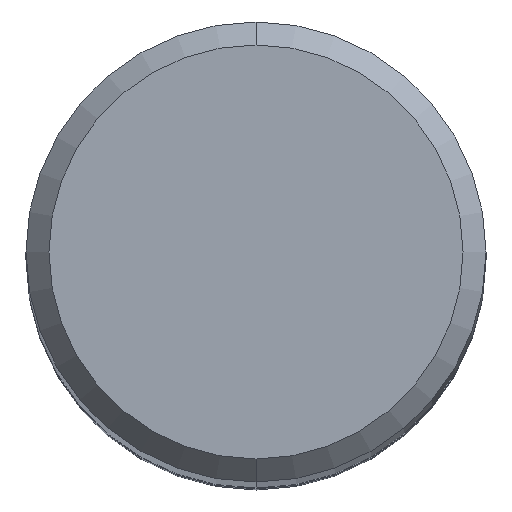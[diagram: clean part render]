
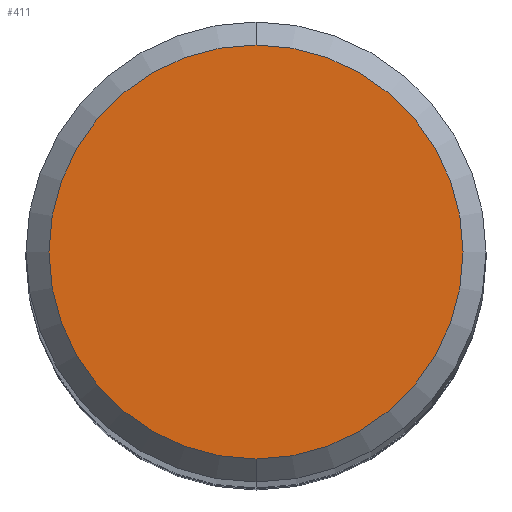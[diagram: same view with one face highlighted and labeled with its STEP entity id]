
A CAD part, top view. The second image highlights one B-rep face of the part: STEP entity #411.
In plain terms, the highlighted planar face has unit normal (0, 0, 1).
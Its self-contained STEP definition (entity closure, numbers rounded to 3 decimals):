
#221=VERTEX_POINT('',#554);
#363=VERTEX_POINT('',#717);
#397=EDGE_CURVE('',#221,#363,#752,.T.);
#411=ADVANCED_FACE('',(#769),#770,.T.);
#445=EDGE_CURVE('',#363,#221,#805,.T.);
#554=CARTESIAN_POINT('',(0.0,4.5,0.0));
#717=CARTESIAN_POINT('',(0.,-4.5,0.0));
#752=CIRCLE('',#1311,4.5);
#769=FACE_OUTER_BOUND('',#1356,.T.);
#770=PLANE('',#1357);
#805=CIRCLE('',#1449,4.5);
#1311=AXIS2_PLACEMENT_3D('',#1834,#1835,#1836);
#1356=EDGE_LOOP('',(#1868,#1869));
#1357=AXIS2_PLACEMENT_3D('',#1870,#1871,#1872);
#1449=AXIS2_PLACEMENT_3D('',#1900,#1901,#1902);
#1834=CARTESIAN_POINT('',(0.0,0.0,0.0));
#1835=DIRECTION('',(0.0,0.0,-1.0));
#1836=DIRECTION('',(0.0,1.0,0.0));
#1868=ORIENTED_EDGE('',*,*,#397,.F.);
#1869=ORIENTED_EDGE('',*,*,#445,.F.);
#1870=CARTESIAN_POINT('',(0.0,2.25,0.0));
#1871=DIRECTION('',(-0.0,0.0,1.0));
#1872=DIRECTION('',(0.0,-1.0,0.0));
#1900=CARTESIAN_POINT('',(0.0,0.0,0.0));
#1901=DIRECTION('',(0.0,0.0,-1.0));
#1902=DIRECTION('',(0.0,1.0,0.0));
